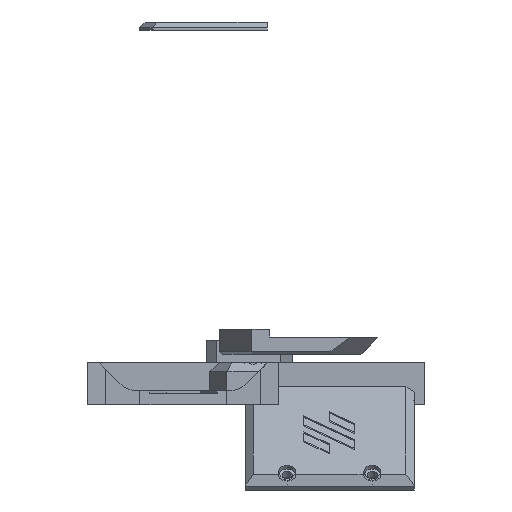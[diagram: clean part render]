
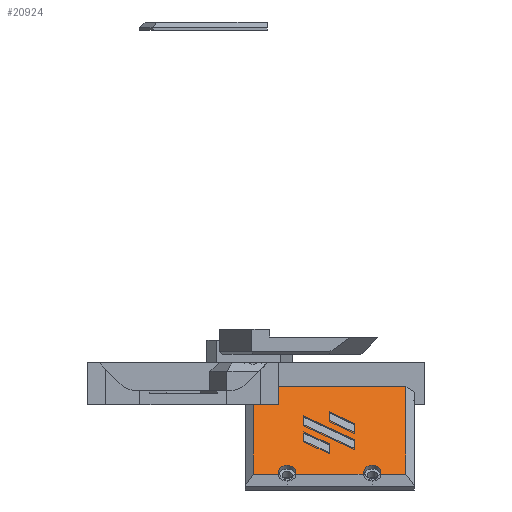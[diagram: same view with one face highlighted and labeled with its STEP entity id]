
A CAD part, left-side view. The second image highlights one B-rep face of the part: STEP entity #20924.
In plain terms, the highlighted planar face has unit normal (-0.707, 0, 0.707).
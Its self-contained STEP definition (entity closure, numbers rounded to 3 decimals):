
#140=FACE_BOUND('',#2384,.T.);
#141=FACE_BOUND('',#2385,.T.);
#142=FACE_BOUND('',#2386,.T.);
#283=CIRCLE('',#22088,3.);
#284=CIRCLE('',#22089,3.);
#285=CIRCLE('',#22105,3.);
#286=CIRCLE('',#22106,3.);
#1226=FACE_OUTER_BOUND('',#2383,.T.);
#2383=EDGE_LOOP('',(#17706,#17707,#17708,#17709,#17710,#17711,#17712,#17713,
#17714,#17715));
#2384=EDGE_LOOP('',(#17716,#17717,#17718,#17719));
#2385=EDGE_LOOP('',(#17720,#17721,#17722,#17723));
#2386=EDGE_LOOP('',(#17724,#17725,#17726,#17727));
#4815=LINE('',#32142,#7614);
#4819=LINE('',#32151,#7618);
#4823=LINE('',#32160,#7622);
#4831=LINE('',#32187,#7630);
#4834=LINE('',#32193,#7633);
#4837=LINE('',#32199,#7636);
#4839=LINE('',#32204,#7638);
#4842=LINE('',#32208,#7641);
#4844=LINE('',#32214,#7643);
#4847=LINE('',#32218,#7646);
#4849=LINE('',#32224,#7648);
#4852=LINE('',#32228,#7651);
#4856=LINE('',#32244,#7655);
#4857=LINE('',#32246,#7656);
#4858=LINE('',#32248,#7657);
#4859=LINE('',#32250,#7658);
#4860=LINE('',#32251,#7659);
#4861=LINE('',#32252,#7660);
#7614=VECTOR('',#26295,10.);
#7618=VECTOR('',#26301,10.);
#7622=VECTOR('',#26307,10.);
#7630=VECTOR('',#26335,10.);
#7633=VECTOR('',#26340,10.);
#7636=VECTOR('',#26345,10.);
#7638=VECTOR('',#26349,10.);
#7641=VECTOR('',#26354,10.);
#7643=VECTOR('',#26360,10.);
#7646=VECTOR('',#26365,10.);
#7648=VECTOR('',#26371,10.);
#7651=VECTOR('',#26376,10.);
#7655=VECTOR('',#26394,10.);
#7656=VECTOR('',#26395,10.);
#7657=VECTOR('',#26396,10.);
#7658=VECTOR('',#26397,10.);
#7659=VECTOR('',#26398,10.);
#7660=VECTOR('',#26399,10.);
#9738=VERTEX_POINT('',#32139);
#9739=VERTEX_POINT('',#32141);
#9742=VERTEX_POINT('',#32148);
#9743=VERTEX_POINT('',#32150);
#9746=VERTEX_POINT('',#32157);
#9747=VERTEX_POINT('',#32159);
#9752=VERTEX_POINT('',#32175);
#9753=VERTEX_POINT('',#32176);
#9754=VERTEX_POINT('',#32178);
#9756=VERTEX_POINT('',#32185);
#9758=VERTEX_POINT('',#32191);
#9760=VERTEX_POINT('',#32197);
#9762=VERTEX_POINT('',#32203);
#9764=VERTEX_POINT('',#32213);
#9766=VERTEX_POINT('',#32223);
#9768=VERTEX_POINT('',#32235);
#9769=VERTEX_POINT('',#32236);
#9770=VERTEX_POINT('',#32238);
#9771=VERTEX_POINT('',#32243);
#9772=VERTEX_POINT('',#32245);
#9773=VERTEX_POINT('',#32247);
#9774=VERTEX_POINT('',#32249);
#12444=EDGE_CURVE('',#9739,#9738,#4815,.T.);
#12448=EDGE_CURVE('',#9743,#9742,#4819,.T.);
#12452=EDGE_CURVE('',#9747,#9746,#4823,.T.);
#12460=EDGE_CURVE('',#9754,#9752,#283,.T.);
#12462=EDGE_CURVE('',#9753,#9754,#284,.T.);
#12465=EDGE_CURVE('',#9738,#9756,#4831,.T.);
#12468=EDGE_CURVE('',#9742,#9758,#4834,.T.);
#12471=EDGE_CURVE('',#9746,#9760,#4837,.T.);
#12473=EDGE_CURVE('',#9762,#9743,#4839,.T.);
#12476=EDGE_CURVE('',#9758,#9762,#4842,.T.);
#12478=EDGE_CURVE('',#9764,#9739,#4844,.T.);
#12481=EDGE_CURVE('',#9756,#9764,#4847,.T.);
#12483=EDGE_CURVE('',#9766,#9747,#4849,.T.);
#12486=EDGE_CURVE('',#9760,#9766,#4852,.T.);
#12490=EDGE_CURVE('',#9770,#9768,#285,.T.);
#12492=EDGE_CURVE('',#9769,#9770,#286,.T.);
#12493=EDGE_CURVE('',#9771,#9752,#4856,.T.);
#12494=EDGE_CURVE('',#9772,#9771,#4857,.T.);
#12495=EDGE_CURVE('',#9773,#9772,#4858,.T.);
#12496=EDGE_CURVE('',#9774,#9773,#4859,.T.);
#12497=EDGE_CURVE('',#9769,#9774,#4860,.T.);
#12498=EDGE_CURVE('',#9753,#9768,#4861,.T.);
#17706=ORIENTED_EDGE('',*,*,#12493,.F.);
#17707=ORIENTED_EDGE('',*,*,#12494,.F.);
#17708=ORIENTED_EDGE('',*,*,#12495,.F.);
#17709=ORIENTED_EDGE('',*,*,#12496,.F.);
#17710=ORIENTED_EDGE('',*,*,#12497,.F.);
#17711=ORIENTED_EDGE('',*,*,#12492,.T.);
#17712=ORIENTED_EDGE('',*,*,#12490,.T.);
#17713=ORIENTED_EDGE('',*,*,#12498,.F.);
#17714=ORIENTED_EDGE('',*,*,#12462,.T.);
#17715=ORIENTED_EDGE('',*,*,#12460,.T.);
#17716=ORIENTED_EDGE('',*,*,#12481,.T.);
#17717=ORIENTED_EDGE('',*,*,#12478,.T.);
#17718=ORIENTED_EDGE('',*,*,#12444,.T.);
#17719=ORIENTED_EDGE('',*,*,#12465,.T.);
#17720=ORIENTED_EDGE('',*,*,#12476,.T.);
#17721=ORIENTED_EDGE('',*,*,#12473,.T.);
#17722=ORIENTED_EDGE('',*,*,#12448,.T.);
#17723=ORIENTED_EDGE('',*,*,#12468,.T.);
#17724=ORIENTED_EDGE('',*,*,#12486,.T.);
#17725=ORIENTED_EDGE('',*,*,#12483,.T.);
#17726=ORIENTED_EDGE('',*,*,#12452,.T.);
#17727=ORIENTED_EDGE('',*,*,#12471,.T.);
#19900=PLANE('',#22107);
#20924=ADVANCED_FACE('',(#1226,#140,#141,#142),#19900,.F.);
#22088=AXIS2_PLACEMENT_3D('',#32179,#26326,#26327);
#22089=AXIS2_PLACEMENT_3D('',#32181,#26329,#26330);
#22105=AXIS2_PLACEMENT_3D('',#32239,#26387,#26388);
#22106=AXIS2_PLACEMENT_3D('',#32241,#26390,#26391);
#22107=AXIS2_PLACEMENT_3D('',#32242,#26392,#26393);
#26295=DIRECTION('',(0.388,0.836,0.388));
#26301=DIRECTION('',(0.707,0.,0.707));
#26307=DIRECTION('',(-0.388,-0.836,-0.388));
#26326=DIRECTION('center_axis',(0.707,0.,
-0.707));
#26327=DIRECTION('ref_axis',(0.,-1.,0.));
#26329=DIRECTION('center_axis',(0.707,0.,
-0.707));
#26330=DIRECTION('ref_axis',(0.,-1.,0.));
#26335=DIRECTION('',(0.707,0.,0.707));
#26340=DIRECTION('',(-0.388,-0.836,-0.388));
#26345=DIRECTION('',(-0.707,0.,-0.707));
#26349=DIRECTION('',(0.388,0.836,0.388));
#26354=DIRECTION('',(-0.707,0.,-0.707));
#26360=DIRECTION('',(-0.707,0.,-0.707));
#26365=DIRECTION('',(-0.388,-0.836,-0.388));
#26371=DIRECTION('',(0.707,0.,0.707));
#26376=DIRECTION('',(0.388,0.836,0.388));
#26387=DIRECTION('center_axis',(0.707,0.,
-0.707));
#26388=DIRECTION('ref_axis',(0.,-1.,0.));
#26390=DIRECTION('center_axis',(0.707,0.,
-0.707));
#26391=DIRECTION('ref_axis',(0.,-1.,0.));
#26392=DIRECTION('center_axis',(0.707,0.,
-0.707));
#26393=DIRECTION('ref_axis',(0.707,0.,0.707));
#26394=DIRECTION('',(0.,1.,0.));
#26395=DIRECTION('',(-0.707,0.,-0.707));
#26396=DIRECTION('',(0.,-1.,0.));
#26397=DIRECTION('',(0.707,0.,0.707));
#26398=DIRECTION('',(0.,1.,0.));
#26399=DIRECTION('',(0.,1.,0.));
#32139=CARTESIAN_POINT('',(29.273,41.009,-12.727));
#32141=CARTESIAN_POINT('',(25.028,31.875,-16.972));
#32142=CARTESIAN_POINT('',(26.088,34.155,-15.912));
#32148=CARTESIAN_POINT('',(38.097,41.009,-3.903));
#32150=CARTESIAN_POINT('',(34.994,41.009,-7.006));
#32151=CARTESIAN_POINT('',(33.618,41.009,-8.382));
#32157=CARTESIAN_POINT('',(35.325,22.752,-6.675));
#32159=CARTESIAN_POINT('',(39.571,31.886,-2.429));
#32160=CARTESIAN_POINT('',(38.435,29.442,-3.565));
#32175=CARTESIAN_POINT('',(17.321,13.902,-24.679));
#32176=CARTESIAN_POINT('',(17.321,19.098,-24.679));
#32178=CARTESIAN_POINT('',(18.382,19.5,-23.618));
#32179=CARTESIAN_POINT('Origin',(18.382,16.5,-23.618));
#32181=CARTESIAN_POINT('Origin',(18.382,16.5,-23.618));
#32185=CARTESIAN_POINT('',(32.377,41.009,-9.623));
#32187=CARTESIAN_POINT('',(30.757,41.009,-11.243));
#32191=CARTESIAN_POINT('',(29.606,22.739,-12.394));
#32193=CARTESIAN_POINT('',(35.703,35.858,-6.297));
#32197=CARTESIAN_POINT('',(32.221,22.752,-9.779));
#32199=CARTESIAN_POINT('',(33.783,22.752,-8.217));
#32203=CARTESIAN_POINT('',(26.502,22.739,-15.498));
#32204=CARTESIAN_POINT('',(28.822,27.73,-13.178));
#32208=CARTESIAN_POINT('',(30.924,22.739,-11.076));
#32213=CARTESIAN_POINT('',(28.132,31.875,-13.868));
#32214=CARTESIAN_POINT('',(30.186,31.875,-11.814));
#32218=CARTESIAN_POINT('',(30.846,37.714,-11.154));
#32223=CARTESIAN_POINT('',(36.467,31.886,-5.533));
#32224=CARTESIAN_POINT('',(34.354,31.886,-7.646));
#32228=CARTESIAN_POINT('',(33.677,25.882,-8.323));
#32235=CARTESIAN_POINT('',(17.321,44.302,-24.679));
#32236=CARTESIAN_POINT('',(17.321,49.498,-24.679));
#32238=CARTESIAN_POINT('',(18.382,49.9,-23.618));
#32239=CARTESIAN_POINT('Origin',(18.382,46.9,-23.618));
#32241=CARTESIAN_POINT('Origin',(18.382,46.9,-23.618));
#32242=CARTESIAN_POINT('Origin',(32.241,31.7,-9.759));
#32243=CARTESIAN_POINT('',(17.321,4.5,-24.679));
#32244=CARTESIAN_POINT('',(17.321,16.6,-24.679));
#32245=CARTESIAN_POINT('',(48.575,4.5,6.575));
#32246=CARTESIAN_POINT('',(40.762,4.5,-1.238));
#32247=CARTESIAN_POINT('',(48.575,58.9,6.575));
#32248=CARTESIAN_POINT('',(48.575,46.8,6.575));
#32249=CARTESIAN_POINT('',(17.321,58.9,-24.679));
#32250=CARTESIAN_POINT('',(23.721,58.9,-18.279));
#32251=CARTESIAN_POINT('',(17.321,16.6,-24.679));
#32252=CARTESIAN_POINT('',(17.321,16.6,-24.679));
